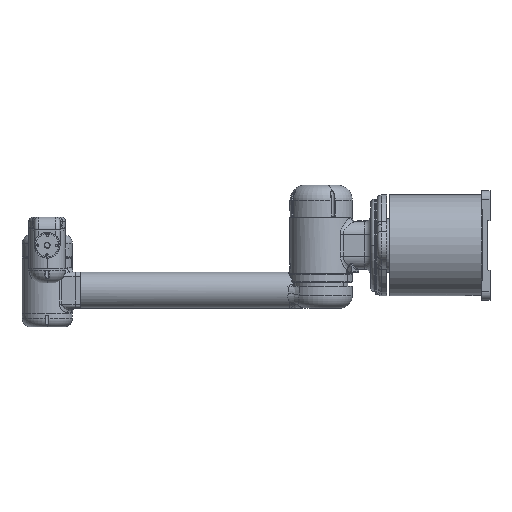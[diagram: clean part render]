
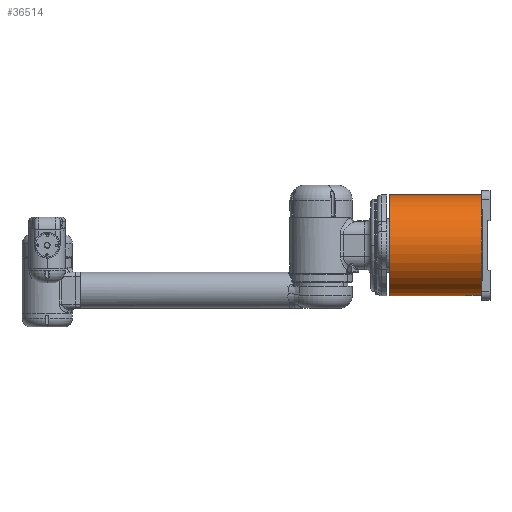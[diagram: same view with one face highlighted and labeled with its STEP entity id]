
A CAD part, left-side view. The second image highlights one B-rep face of the part: STEP entity #36514.
In plain terms, the highlighted cylindrical face has radius 117.5 mm (diameter 235 mm), a partial arc.
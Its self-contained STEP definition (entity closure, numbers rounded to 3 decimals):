
#1352 = CARTESIAN_POINT ( 'NONE',  ( 0., 228., 117.5 ) ) ;
#1579 = CARTESIAN_POINT ( 'NONE',  ( 0., 57., -117.5 ) ) ;
#1873 = CARTESIAN_POINT ( 'NONE',  ( -13.688, 51.597, -116.701 ) ) ;
#2019 = CARTESIAN_POINT ( 'NONE',  ( -19.479, 41.545, -115.874 ) ) ;
#2539 = ORIENTED_EDGE ( 'NONE', *, *, #24986, .F. ) ;
#3144 = VECTOR ( 'NONE', #5139, 1000. ) ;
#3444 = CARTESIAN_POINT ( 'NONE',  ( -20., 37., -115.785 ) ) ;
#4200 = DIRECTION ( 'NONE',  ( 0., 1., 0. ) ) ;
#5139 = DIRECTION ( 'NONE',  ( 0., -1., 0. ) ) ;
#5158 = CARTESIAN_POINT ( 'NONE',  ( -15.896, 49.209, -116.422 ) ) ;
#5294 = CARTESIAN_POINT ( 'NONE',  ( -19.873, 39.607, -115.808 ) ) ;
#6924 = VECTOR ( 'NONE', #22337, 1000. ) ;
#8165 = DIRECTION ( 'NONE',  ( 0., -1., 0. ) ) ;
#8177 = VERTEX_POINT ( 'NONE', #1352 ) ;
#8289 = CARTESIAN_POINT ( 'NONE',  ( -4.546, 56.487, -117.414 ) ) ;
#8426 = CARTESIAN_POINT ( 'NONE',  ( -16.986, 47.563, -116.266 ) ) ;
#8564 = CARTESIAN_POINT ( 'NONE',  ( -20., 37., -115.785 ) ) ;
#8745 = ORIENTED_EDGE ( 'NONE', *, *, #21697, .T. ) ;
#9569 = EDGE_CURVE ( 'NONE', #8177, #14863, #41840, .T. ) ;
#10182 = EDGE_LOOP ( 'NONE', ( #32854, #2539, #40333, #26449, #21178, #8745 ) ) ;
#10658 = FACE_OUTER_BOUND ( 'NONE', #10182, .T. ) ;
#11598 = CARTESIAN_POINT ( 'NONE',  ( -6.439, 55.947, -117.325 ) ) ;
#11685 = VERTEX_POINT ( 'NONE', #30658 ) ;
#11709 = DIRECTION ( 'NONE',  ( 0., 0., -1. ) ) ;
#11735 = CARTESIAN_POINT ( 'NONE',  ( -17.486, 46.714, -116.192 ) ) ;
#13587 = DIRECTION ( 'NONE',  ( 0., 1., 0. ) ) ;
#14833 = CARTESIAN_POINT ( 'NONE',  ( -20., 14., -115.785 ) ) ;
#14863 = VERTEX_POINT ( 'NONE', #26933 ) ;
#14892 = CARTESIAN_POINT ( 'NONE',  ( -8.88, 54.968, -117.17 ) ) ;
#15026 = CARTESIAN_POINT ( 'NONE',  ( -18.226, 45.26, -116.078 ) ) ;
#16188 = AXIS2_PLACEMENT_3D ( 'NONE', #31384, #34390, #11709 ) ;
#16396 = VECTOR ( 'NONE', #8165, 1000. ) ;
#16661 = CIRCLE ( 'NONE', #24951, 117.5 ) ;
#17100 = B_SPLINE_CURVE_WITH_KNOTS ( 'NONE', 3,
 ( #1579, #18025, #27968, #8289, #31264, #11598, #34550, #14892, #37859, #18174, #41151, #21501, #1873, #24821, #5158, #28099, #8426, #31407, #11735, #34689, #15026, #38006, #18309, #41299, #21645, #2019, #24958, #5294, #28242, #8564 ),
 .UNSPECIFIED., .F., .F.,
 ( 4, 2, 2, 2, 2, 2, 2, 2, 2, 2, 2, 2, 2, 2, 4 ),
 ( 0., 0.004, 0.006, 0.008, 0.012, 0.014, 0.016, 0.02, 0.021, 0.022, 0.023, 0.025, 0.026, 0.027, 0.031 ),
 .UNSPECIFIED. ) ;
#18025 = CARTESIAN_POINT ( 'NONE',  ( -1.324, 57., -117.5 ) ) ;
#18154 = CARTESIAN_POINT ( 'NONE',  ( -20., 228., -115.785 ) ) ;
#18174 = CARTESIAN_POINT ( 'NONE',  ( -11.658, 53.264, -116.922 ) ) ;
#18309 = CARTESIAN_POINT ( 'NONE',  ( -18.945, 43.442, -115.963 ) ) ;
#18398 = EDGE_CURVE ( 'NONE', #11685, #39344, #17100, .T. ) ;
#18921 = AXIS2_PLACEMENT_3D ( 'NONE', #23869, #4200, #27156 ) ;
#19008 = CARTESIAN_POINT ( 'NONE',  ( 0., 228., 117.5 ) ) ;
#19491 = LINE ( 'NONE', #31155, #16396 ) ;
#21024 = VERTEX_POINT ( 'NONE', #14833 ) ;
#21178 = ORIENTED_EDGE ( 'NONE', *, *, #33288, .T. ) ;
#21501 = CARTESIAN_POINT ( 'NONE',  ( -13.204, 52.036, -116.757 ) ) ;
#21645 = CARTESIAN_POINT ( 'NONE',  ( -19.319, 42.185, -115.901 ) ) ;
#21697 = EDGE_CURVE ( 'NONE', #21024, #14863, #16661, .T. ) ;
#22337 = DIRECTION ( 'NONE',  ( 0., -1., 0. ) ) ;
#23869 = CARTESIAN_POINT ( 'NONE',  ( 0., 228., 0. ) ) ;
#24821 = CARTESIAN_POINT ( 'NONE',  ( -15.069, 50.215, -116.533 ) ) ;
#24951 = AXIS2_PLACEMENT_3D ( 'NONE', #33239, #13587, #36560 ) ;
#24958 = CARTESIAN_POINT ( 'NONE',  ( -19.552, 41.222, -115.862 ) ) ;
#24986 = EDGE_CURVE ( 'NONE', #28181, #8177, #28421, .T. ) ;
#26386 = CARTESIAN_POINT ( 'NONE',  ( 0., 228., -117.5 ) ) ;
#26449 = ORIENTED_EDGE ( 'NONE', *, *, #18398, .T. ) ;
#26933 = CARTESIAN_POINT ( 'NONE',  ( 0., 14., 117.5 ) ) ;
#27156 = DIRECTION ( 'NONE',  ( 0., 0., 1. ) ) ;
#27968 = CARTESIAN_POINT ( 'NONE',  ( -2.626, 56.87, -117.478 ) ) ;
#28099 = CARTESIAN_POINT ( 'NONE',  ( -16.809, 47.842, -116.292 ) ) ;
#28181 = VERTEX_POINT ( 'NONE', #26386 ) ;
#28242 = CARTESIAN_POINT ( 'NONE',  ( -20., 38.307, -115.785 ) ) ;
#28421 = CIRCLE ( 'NONE', #18921, 117.5 ) ;
#29324 = LINE ( 'NONE', #18154, #3144 ) ;
#30658 = CARTESIAN_POINT ( 'NONE',  ( 0., 57., -117.5 ) ) ;
#31155 = CARTESIAN_POINT ( 'NONE',  ( 0., 228., -117.5 ) ) ;
#31264 = CARTESIAN_POINT ( 'NONE',  ( -5.181, 56.328, -117.387 ) ) ;
#31384 = CARTESIAN_POINT ( 'NONE',  ( 0., 228., 0. ) ) ;
#31407 = CARTESIAN_POINT ( 'NONE',  ( -17.324, 46.999, -116.216 ) ) ;
#32854 = ORIENTED_EDGE ( 'NONE', *, *, #9569, .F. ) ;
#33239 = CARTESIAN_POINT ( 'NONE',  ( 0., 14., 0. ) ) ;
#33288 = EDGE_CURVE ( 'NONE', #39344, #21024, #29324, .T. ) ;
#34311 = EDGE_CURVE ( 'NONE', #28181, #11685, #19491, .T. ) ;
#34390 = DIRECTION ( 'NONE',  ( 0., -1., 0. ) ) ;
#34550 = CARTESIAN_POINT ( 'NONE',  ( -7.064, 55.723, -117.289 ) ) ;
#34689 = CARTESIAN_POINT ( 'NONE',  ( -17.948, 45.849, -116.122 ) ) ;
#35804 = CYLINDRICAL_SURFACE ( 'NONE', #16188, 117.5 ) ;
#36514 = ADVANCED_FACE ( 'NONE', ( #10658 ), #35804, .T. ) ;
#36560 = DIRECTION ( 'NONE',  ( 0., 0., -1. ) ) ;
#37859 = CARTESIAN_POINT ( 'NONE',  ( -10.028, 54.354, -117.076 ) ) ;
#38006 = CARTESIAN_POINT ( 'NONE',  ( -18.725, 44.056, -115.999 ) ) ;
#39344 = VERTEX_POINT ( 'NONE', #3444 ) ;
#40333 = ORIENTED_EDGE ( 'NONE', *, *, #34311, .T. ) ;
#41151 = CARTESIAN_POINT ( 'NONE',  ( -12.188, 52.871, -116.867 ) ) ;
#41299 = CARTESIAN_POINT ( 'NONE',  ( -19.231, 42.502, -115.916 ) ) ;
#41840 = LINE ( 'NONE', #19008, #6924 ) ;
